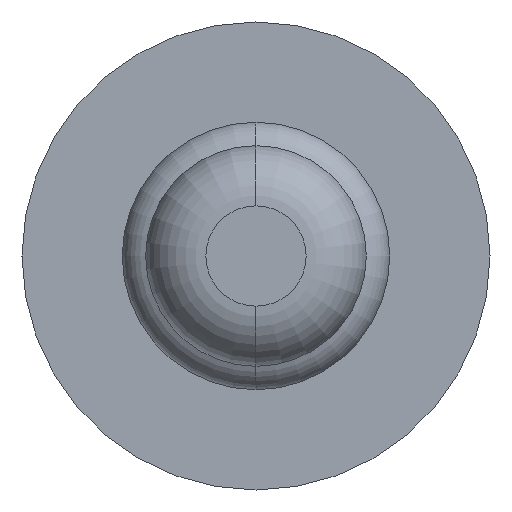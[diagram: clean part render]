
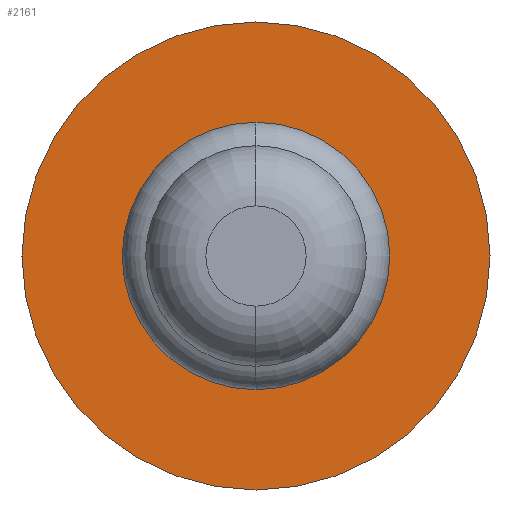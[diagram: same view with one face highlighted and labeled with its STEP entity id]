
A CAD part, front view. The second image highlights one B-rep face of the part: STEP entity #2161.
In plain terms, the highlighted planar face has unit normal (0, -1, 0).
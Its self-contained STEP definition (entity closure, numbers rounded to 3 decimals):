
#223 = VERTEX_POINT ( 'NONE', #1148 ) ;
#366 = DIRECTION ( 'NONE',  ( 0., 1., 0. ) ) ;
#373 = VERTEX_POINT ( 'NONE', #2233 ) ;
#407 = DIRECTION ( 'NONE',  ( 0., 1., 0. ) ) ;
#439 = DIRECTION ( 'NONE',  ( 0., 1., 0. ) ) ;
#735 = EDGE_CURVE ( 'Defeature ausgef�hrt1_11+Defeature ausgef�hrt1_10+Defeature ausgef�hrt1_10+Defeature ausgef�hrt1_10', #1801, #373, #2885, .T. ) ;
#767 = CARTESIAN_POINT ( 'NONE',  ( 0., 5., 0. ) ) ;
#953 = ORIENTED_EDGE ( 'NONE', *, *, #2213, .T. ) ;
#1133 = FACE_OUTER_BOUND ( 'NONE', #3462, .T. ) ;
#1137 = AXIS2_PLACEMENT_3D ( 'NONE', #2844, #366, #2852 ) ;
#1148 = CARTESIAN_POINT ( 'NONE',  ( 1.75, 5., 0. ) ) ;
#1274 = CARTESIAN_POINT ( 'NONE',  ( 1.75, 5., 0. ) ) ;
#1302 = DIRECTION ( 'NONE',  ( -1., 0., 0. ) ) ;
#1410 = AXIS2_PLACEMENT_3D ( 'NONE', #1274, #407, #1302 ) ;
#1484 = CIRCLE ( 'NONE', #2301, 1.75 ) ;
#1617 = AXIS2_PLACEMENT_3D ( 'NONE', #1687, #439, #1657 ) ;
#1657 = DIRECTION ( 'NONE',  ( -1., 0., 0. ) ) ;
#1687 = CARTESIAN_POINT ( 'NONE',  ( 0., 5., 0. ) ) ;
#1801 = VERTEX_POINT ( 'NONE', #3878 ) ;
#1870 = CARTESIAN_POINT ( 'NONE',  ( -1.75, 5., 0. ) ) ;
#1897 = VERTEX_POINT ( 'NONE', #1870 ) ;
#2161 = ADVANCED_FACE ( 'Defeature ausgef�hrt1_11', ( #1133, #3085 ), #3153, .F. ) ;
#2213 = EDGE_CURVE ( 'Defeature ausgef�hrt1_11+Defeature ausgef�hrt1_10+Defeature ausgef�hrt1_10+Defeature ausgef�hrt1_10', #373, #1801, #2784, .T. ) ;
#2233 = CARTESIAN_POINT ( 'NONE',  ( 0.64, 5., 0. ) ) ;
#2266 = DIRECTION ( 'NONE',  ( 0., 1., 0. ) ) ;
#2283 = CARTESIAN_POINT ( 'NONE',  ( 0., 5., 0. ) ) ;
#2287 = ORIENTED_EDGE ( 'NONE', *, *, #2293, .F. ) ;
#2293 = EDGE_CURVE ( 'Defeature ausgef�hrt1_12+Defeature ausgef�hrt1_11+Defeature ausgef�hrt1_11+Defeature ausgef�hrt1_11', #1897, #223, #3026, .T. ) ;
#2301 = AXIS2_PLACEMENT_3D ( 'NONE', #767, #3518, #2907 ) ;
#2339 = EDGE_CURVE ( 'Defeature ausgef�hrt1_12+Defeature ausgef�hrt1_11+Defeature ausgef�hrt1_11+Defeature ausgef�hrt1_11', #223, #1897, #1484, .T. ) ;
#2372 = ORIENTED_EDGE ( 'NONE', *, *, #735, .T. ) ;
#2478 = ORIENTED_EDGE ( 'NONE', *, *, #2339, .F. ) ;
#2784 = CIRCLE ( 'NONE', #1617, 0.64 ) ;
#2844 = CARTESIAN_POINT ( 'NONE',  ( 0., 5., 0. ) ) ;
#2852 = DIRECTION ( 'NONE',  ( -1., 0., 0. ) ) ;
#2885 = CIRCLE ( 'NONE', #1137, 0.64 ) ;
#2907 = DIRECTION ( 'NONE',  ( -1., 0., 0. ) ) ;
#3026 = CIRCLE ( 'NONE', #3521, 1.75 ) ;
#3085 = FACE_BOUND ( 'NONE', #3723, .T. ) ;
#3153 = PLANE ( 'NONE',  #1410 ) ;
#3462 = EDGE_LOOP ( 'NONE', ( #2287, #2478 ) ) ;
#3518 = DIRECTION ( 'NONE',  ( 0., 1., 0. ) ) ;
#3521 = AXIS2_PLACEMENT_3D ( 'NONE', #2283, #2266, #3837 ) ;
#3723 = EDGE_LOOP ( 'NONE', ( #2372, #953 ) ) ;
#3837 = DIRECTION ( 'NONE',  ( -1., 0., 0. ) ) ;
#3878 = CARTESIAN_POINT ( 'NONE',  ( -0.64, 5., 0. ) ) ;
